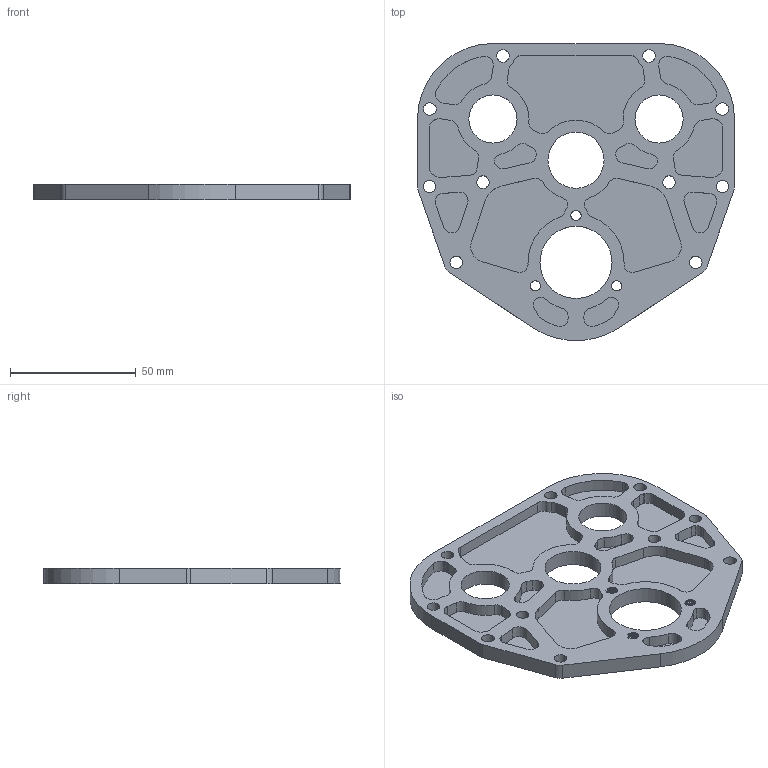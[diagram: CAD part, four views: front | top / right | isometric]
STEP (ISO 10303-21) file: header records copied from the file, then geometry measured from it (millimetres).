
FILE_DESCRIPTION (( 'STEP AP203' ), '1' );
FILE_NAME ('4400-23-P-0203 (1 Pieza - Corrección).STEP', '2023-02-04T21:18:54', ( '' ), ( '' ), 'SwSTEP 2.0', 'SolidWorks 2022', '' );
FILE_SCHEMA (( 'CONFIG_CONTROL_DESIGN' ));
Length unit declared in the file: inch
Products named in the file (1): 4400-23-P-0203 (1 Pieza - Corrección)
Bounding box: 126.01 x 117.99 x 6.35 mm (x, y, z)
Volume: 42527.5 mm3; surface area: 31016.5 mm2
Topology: 1 solids, 1 shells, 285 faces, 798 edges, 528 vertices
Faces by surface type: cylinder 214, plane 62, bspline 9
Entity records: 12981 total; most frequent: CARTESIAN_POINT 5506, ORIENTED_EDGE 1596, DIRECTION 1579, EDGE_CURVE 798, AXIS2_PLACEMENT_3D 612, VERTEX_POINT 528, LINE 355, VECTOR 355
